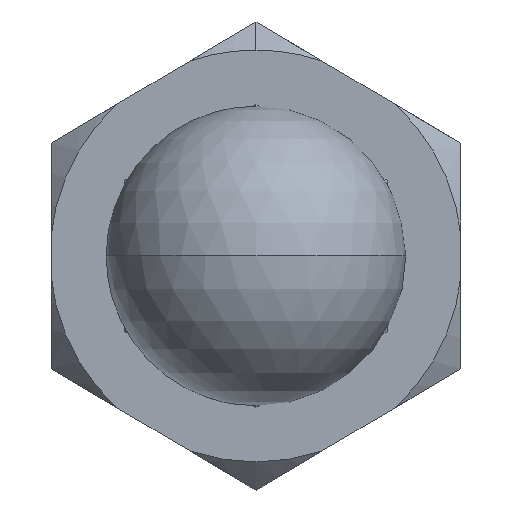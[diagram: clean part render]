
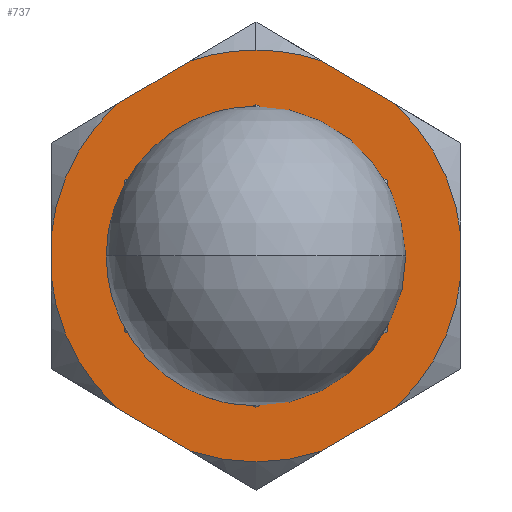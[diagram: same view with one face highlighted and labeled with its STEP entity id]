
A CAD part, front view. The second image highlights one B-rep face of the part: STEP entity #737.
In plain terms, the highlighted planar face has unit normal (0, -1, 0).
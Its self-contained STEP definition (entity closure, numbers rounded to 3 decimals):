
#32 = CARTESIAN_POINT ( 'NONE',  ( 10.95, 38., 6.029 ) ) ;
#56 = CARTESIAN_POINT ( 'NONE',  ( 10.95, 38., 1.048 ) ) ;
#70 = DIRECTION ( 'NONE',  ( 0., 0., -1. ) ) ;
#80 = ORIENTED_EDGE ( 'NONE', *, *, #888, .F. ) ;
#121 = FACE_OUTER_BOUND ( 'NONE', #2269, .T. ) ;
#145 = CARTESIAN_POINT ( 'NONE',  ( 3.513, 38., 10.424 ) ) ;
#177 = DIRECTION ( 'NONE',  ( 0., 1., 0. ) ) ;
#182 = LINE ( 'NONE', #1607, #425 ) ;
#223 = AXIS2_PLACEMENT_3D ( 'NONE', #1117, #903, #920 ) ;
#303 = CARTESIAN_POINT ( 'NONE',  ( -3.513, 38., -10.424 ) ) ;
#305 = LINE ( 'NONE', #855, #1996 ) ;
#314 = CARTESIAN_POINT ( 'NONE',  ( 7.437, 38., -8.105 ) ) ;
#348 = PLANE ( 'NONE',  #1341 ) ;
#349 = VERTEX_POINT ( 'NONE', #1724 ) ;
#406 = CARTESIAN_POINT ( 'NONE',  ( -10.95, 38., -1.048 ) ) ;
#414 = DIRECTION ( 'NONE',  ( 0., 0., -1. ) ) ;
#425 = VECTOR ( 'NONE', #2150, 1000. ) ;
#451 = CARTESIAN_POINT ( 'NONE',  ( 0., 38., 0. ) ) ;
#461 = EDGE_CURVE ( 'NONE', #1688, #995, #305, .T. ) ;
#466 = EDGE_CURVE ( 'NONE', #1300, #1083, #978, .T. ) ;
#471 = CARTESIAN_POINT ( 'NONE',  ( -10.95, 38., -6.029 ) ) ;
#493 = CIRCLE ( 'NONE', #1589, 7. ) ;
#514 = EDGE_CURVE ( 'NONE', #2294, #2480, #2463, .T. ) ;
#527 = EDGE_CURVE ( 'NONE', #1371, #1297, #580, .T. ) ;
#540 = EDGE_CURVE ( 'NONE', #1568, #2294, #2181, .T. ) ;
#580 = CIRCLE ( 'NONE', #2497, 11. ) ;
#586 = EDGE_CURVE ( 'NONE', #1799, #1568, #647, .T. ) ;
#599 = AXIS2_PLACEMENT_3D ( 'NONE', #1039, #2199, #1243 ) ;
#616 = CARTESIAN_POINT ( 'NONE',  ( 0., 38., 0. ) ) ;
#647 = LINE ( 'NONE', #2444, #1438 ) ;
#650 = DIRECTION ( 'NONE',  ( 0., 1., 0. ) ) ;
#658 = DIRECTION ( 'NONE',  ( 0., 0., -1. ) ) ;
#729 = CARTESIAN_POINT ( 'NONE',  ( 7.437, 38., 8.105 ) ) ;
#732 = FACE_BOUND ( 'NONE', #1209, .T. ) ;
#737 = ADVANCED_FACE ( 'NONE', ( #732, #121 ), #348, .T. ) ;
#780 = DIRECTION ( 'NONE',  ( 0., 1., 0. ) ) ;
#792 = CARTESIAN_POINT ( 'NONE',  ( 0., 38., 0. ) ) ;
#798 = CARTESIAN_POINT ( 'NONE',  ( 10.95, 38., -1.048 ) ) ;
#855 = CARTESIAN_POINT ( 'NONE',  ( 0., 38., 12.5 ) ) ;
#865 = AXIS2_PLACEMENT_3D ( 'NONE', #1229, #650, #2193 ) ;
#888 = EDGE_CURVE ( 'NONE', #349, #1304, #493, .T. ) ;
#890 = VECTOR ( 'NONE', #1008, 1000. ) ;
#902 = EDGE_CURVE ( 'NONE', #1535, #1799, #2218, .T. ) ;
#903 = DIRECTION ( 'NONE',  ( 0., -1., 0. ) ) ;
#908 = ORIENTED_EDGE ( 'NONE', *, *, #1886, .F. ) ;
#920 = DIRECTION ( 'NONE',  ( 0., 0., -1. ) ) ;
#937 = ORIENTED_EDGE ( 'NONE', *, *, #586, .F. ) ;
#978 = CIRCLE ( 'NONE', #2374, 11. ) ;
#980 = DIRECTION ( 'NONE',  ( 0., 0., -1. ) ) ;
#981 = EDGE_CURVE ( 'NONE', #2076, #2423, #182, .T. ) ;
#991 = CARTESIAN_POINT ( 'NONE',  ( 3.513, 38., -10.424 ) ) ;
#995 = VERTEX_POINT ( 'NONE', #1953 ) ;
#1004 = DIRECTION ( 'NONE',  ( 0., 0., -1. ) ) ;
#1008 = DIRECTION ( 'NONE',  ( 0., 0., -1. ) ) ;
#1016 = CIRCLE ( 'NONE', #2177, 11. ) ;
#1020 = ORIENTED_EDGE ( 'NONE', *, *, #514, .F. ) ;
#1024 = ORIENTED_EDGE ( 'NONE', *, *, #2409, .F. ) ;
#1027 = DIRECTION ( 'NONE',  ( 0., 1., 0. ) ) ;
#1039 = CARTESIAN_POINT ( 'NONE',  ( 0., 38., 0. ) ) ;
#1083 = VERTEX_POINT ( 'NONE', #56 ) ;
#1091 = EDGE_CURVE ( 'NONE', #1083, #1535, #1900, .T. ) ;
#1117 = CARTESIAN_POINT ( 'NONE',  ( 0., 38., 0. ) ) ;
#1144 = ORIENTED_EDGE ( 'NONE', *, *, #461, .F. ) ;
#1195 = EDGE_CURVE ( 'NONE', #2480, #2076, #2215, .T. ) ;
#1209 = EDGE_LOOP ( 'NONE', ( #2171, #80 ) ) ;
#1225 = AXIS2_PLACEMENT_3D ( 'NONE', #1711, #177, #980 ) ;
#1229 = CARTESIAN_POINT ( 'NONE',  ( 0., 38., 0. ) ) ;
#1243 = DIRECTION ( 'NONE',  ( 0., 0., -1. ) ) ;
#1262 = ORIENTED_EDGE ( 'NONE', *, *, #540, .F. ) ;
#1265 = EDGE_CURVE ( 'NONE', #1304, #349, #1816, .T. ) ;
#1297 = VERTEX_POINT ( 'NONE', #145 ) ;
#1300 = VERTEX_POINT ( 'NONE', #729 ) ;
#1304 = VERTEX_POINT ( 'NONE', #1495 ) ;
#1312 = LINE ( 'NONE', #2382, #2211 ) ;
#1341 = AXIS2_PLACEMENT_3D ( 'NONE', #2473, #1350, #2283 ) ;
#1350 = DIRECTION ( 'NONE',  ( 0., -1., 0. ) ) ;
#1371 = VERTEX_POINT ( 'NONE', #2479 ) ;
#1438 = VECTOR ( 'NONE', #2029, 1000. ) ;
#1447 = DIRECTION ( 'NONE',  ( 0.861, 0., -0.509 ) ) ;
#1495 = CARTESIAN_POINT ( 'NONE',  ( 0., 38., -7. ) ) ;
#1519 = VECTOR ( 'NONE', #1612, 1000. ) ;
#1529 = ORIENTED_EDGE ( 'NONE', *, *, #1610, .F. ) ;
#1535 = VERTEX_POINT ( 'NONE', #798 ) ;
#1537 = ORIENTED_EDGE ( 'NONE', *, *, #902, .F. ) ;
#1568 = VERTEX_POINT ( 'NONE', #991 ) ;
#1589 = AXIS2_PLACEMENT_3D ( 'NONE', #792, #2507, #414 ) ;
#1595 = DIRECTION ( 'NONE',  ( 0., 1., 0. ) ) ;
#1607 = CARTESIAN_POINT ( 'NONE',  ( -10.95, 38., 6.029 ) ) ;
#1610 = EDGE_CURVE ( 'NONE', #1297, #1300, #1312, .T. ) ;
#1612 = DIRECTION ( 'NONE',  ( -0.861, 0., 0.509 ) ) ;
#1688 = VERTEX_POINT ( 'NONE', #1833 ) ;
#1711 = CARTESIAN_POINT ( 'NONE',  ( 0., 38., 0. ) ) ;
#1724 = CARTESIAN_POINT ( 'NONE',  ( 0., 38., 7. ) ) ;
#1744 = ORIENTED_EDGE ( 'NONE', *, *, #981, .F. ) ;
#1794 = ORIENTED_EDGE ( 'NONE', *, *, #466, .F. ) ;
#1799 = VERTEX_POINT ( 'NONE', #314 ) ;
#1807 = ORIENTED_EDGE ( 'NONE', *, *, #1195, .F. ) ;
#1816 = CIRCLE ( 'NONE', #223, 7. ) ;
#1825 = CARTESIAN_POINT ( 'NONE',  ( -7.437, 38., -8.105 ) ) ;
#1833 = CARTESIAN_POINT ( 'NONE',  ( -7.437, 38., 8.105 ) ) ;
#1884 = AXIS2_PLACEMENT_3D ( 'NONE', #2141, #780, #2353 ) ;
#1886 = EDGE_CURVE ( 'NONE', #2423, #1688, #2247, .T. ) ;
#1900 = LINE ( 'NONE', #32, #890 ) ;
#1948 = CARTESIAN_POINT ( 'NONE',  ( -10.95, 38., 1.048 ) ) ;
#1953 = CARTESIAN_POINT ( 'NONE',  ( -3.513, 38., 10.424 ) ) ;
#1996 = VECTOR ( 'NONE', #2403, 1000. ) ;
#2011 = CARTESIAN_POINT ( 'NONE',  ( 0., 38., 0. ) ) ;
#2029 = DIRECTION ( 'NONE',  ( -0.861, 0., -0.509 ) ) ;
#2076 = VERTEX_POINT ( 'NONE', #406 ) ;
#2141 = CARTESIAN_POINT ( 'NONE',  ( 0., 38., 0. ) ) ;
#2150 = DIRECTION ( 'NONE',  ( 0., 0., 1. ) ) ;
#2171 = ORIENTED_EDGE ( 'NONE', *, *, #1265, .F. ) ;
#2177 = AXIS2_PLACEMENT_3D ( 'NONE', #616, #1595, #1004 ) ;
#2181 = CIRCLE ( 'NONE', #865, 11. ) ;
#2193 = DIRECTION ( 'NONE',  ( 0., 0., -1. ) ) ;
#2199 = DIRECTION ( 'NONE',  ( 0., 1., 0. ) ) ;
#2211 = VECTOR ( 'NONE', #1447, 1000. ) ;
#2215 = CIRCLE ( 'NONE', #599, 11. ) ;
#2218 = CIRCLE ( 'NONE', #1884, 11. ) ;
#2223 = DIRECTION ( 'NONE',  ( 0., 1., 0. ) ) ;
#2247 = CIRCLE ( 'NONE', #1225, 11. ) ;
#2269 = EDGE_LOOP ( 'NONE', ( #1807, #1020, #1262, #937, #1537, #2286, #1794, #1529, #2355, #1024, #1144, #908, #1744 ) ) ;
#2283 = DIRECTION ( 'NONE',  ( 0., 0., -1. ) ) ;
#2286 = ORIENTED_EDGE ( 'NONE', *, *, #1091, .F. ) ;
#2294 = VERTEX_POINT ( 'NONE', #303 ) ;
#2353 = DIRECTION ( 'NONE',  ( 0., 0., -1. ) ) ;
#2355 = ORIENTED_EDGE ( 'NONE', *, *, #527, .F. ) ;
#2374 = AXIS2_PLACEMENT_3D ( 'NONE', #2011, #2223, #70 ) ;
#2382 = CARTESIAN_POINT ( 'NONE',  ( 0., 38., 12.5 ) ) ;
#2403 = DIRECTION ( 'NONE',  ( 0.861, 0., 0.509 ) ) ;
#2409 = EDGE_CURVE ( 'NONE', #995, #1371, #1016, .T. ) ;
#2423 = VERTEX_POINT ( 'NONE', #1948 ) ;
#2444 = CARTESIAN_POINT ( 'NONE',  ( 0., 38., -12.5 ) ) ;
#2463 = LINE ( 'NONE', #471, #1519 ) ;
#2473 = CARTESIAN_POINT ( 'NONE',  ( 0., 38., 0. ) ) ;
#2479 = CARTESIAN_POINT ( 'NONE',  ( 0., 38., 11. ) ) ;
#2480 = VERTEX_POINT ( 'NONE', #1825 ) ;
#2497 = AXIS2_PLACEMENT_3D ( 'NONE', #451, #1027, #658 ) ;
#2507 = DIRECTION ( 'NONE',  ( 0., -1., 0. ) ) ;
